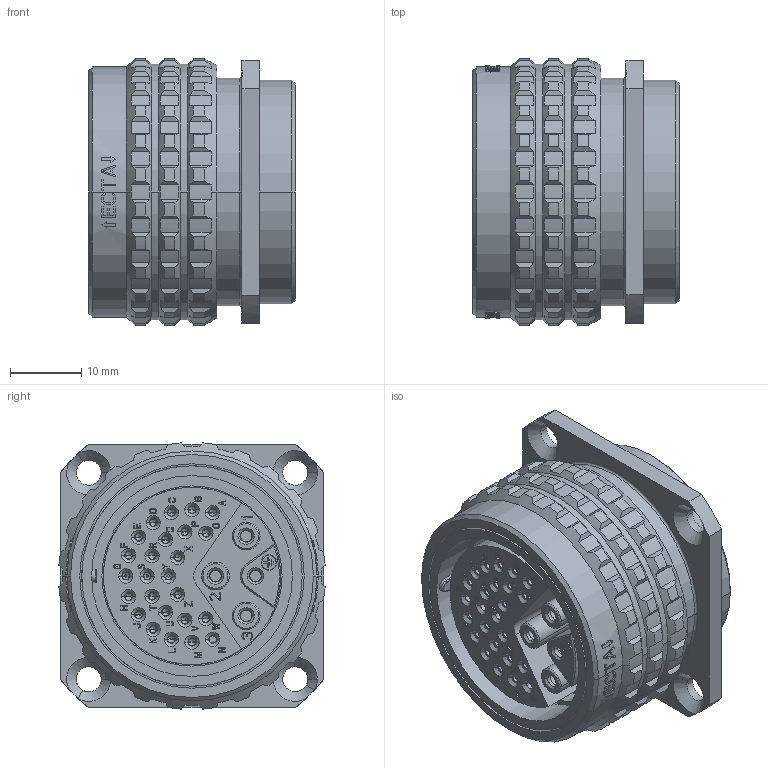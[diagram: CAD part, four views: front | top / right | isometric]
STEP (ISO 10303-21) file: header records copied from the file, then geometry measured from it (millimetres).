
FILE_DESCRIPTION((''),'2;1');
FILE_NAME('1331MESV529FS','2024-07-24T09:16:25',('paultorloting'),('NET AG system integration'),'CREO PARAMETRIC BY PTC INC, 2021404','CREO PARAMETRIC BY PTC INC, 2021404','');
FILE_SCHEMA(('AUTOMOTIVE_DESIGN { 1 0 10303 214 1 1 1 1 }'));
Length unit declared in the file: millimetre
Products named in the file (1): 1331MESV529FS
Bounding box: 29 x 37.38 x 37.38 mm (x, y, z)
Volume: 19729.6 mm3; surface area: 18880.6 mm2
Topology: 1 solids, 6 shells, 3469 faces, 9115 edges, 5897 vertices
Faces by surface type: plane 2202, cylinder 808, cone 250, torus 181, bspline 16, sphere 12
Entity records: 136582 total; most frequent: CARTESIAN_POINT 27134, ORIENTED_EDGE 18130, DIRECTION 17363, EDGE_CURVE 9065, VECTOR 5924, LINE 5924, VERTEX_POINT 5897, AXIS2_PLACEMENT_3D 5718
